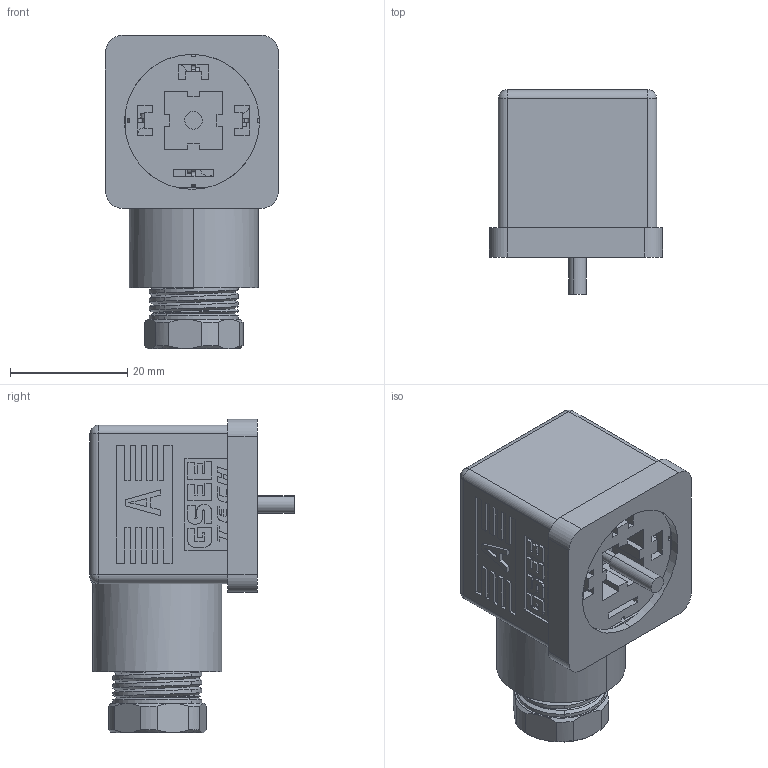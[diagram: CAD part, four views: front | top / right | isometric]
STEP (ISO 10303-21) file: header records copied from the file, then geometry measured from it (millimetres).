
FILE_DESCRIPTION(/* description */ (''),/* implementation_level */ '2;1');
FILE_NAME(/* name */ 'va31.stp',/* time_stamp */ '2020-04-20T10:24:05+08:00',/* author */ (''),/* organization */ (''),/* preprocessor_version */ 'ST-DEVELOPER v15',/* originating_system */ 'SIEMENS PLM Software NX 9.0',/* authorisation */ '');
FILE_SCHEMA (('AP203_CONFIGURATION_CONTROLLED_3D_DESIGN_OF_MECHANICAL_PARTS_AND_ASSEMBLIES_MIM_LF { 1 0 10303 403 2 1 2}'));
Length unit declared in the file: millimetre
Products named in the file (1): DELL1A38DE5F28vt
Bounding box: 29.5 x 34.8 x 53.4 mm (x, y, z)
Volume: 17943 mm3; surface area: 16385.2 mm2
Topology: 1 solids, 5 shells, 1033 faces, 2858 edges, 1843 vertices
Faces by surface type: plane 703, cylinder 181, bspline 89, cone 49, sphere 7, torus 4
Full cylindrical faces by diameter (mm): 5.7 x1
Entity records: 33864 total; most frequent: CARTESIAN_POINT 7924, ORIENTED_EDGE 5698, DIRECTION 4872, EDGE_CURVE 2849, LINE 2098, VECTOR 2098, VERTEX_POINT 1842, AXIS2_PLACEMENT_3D 1387
